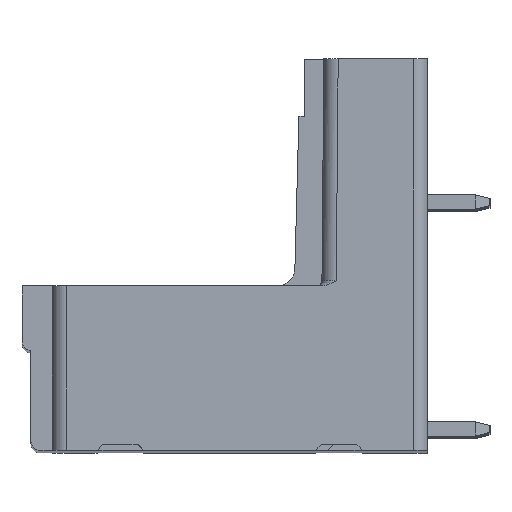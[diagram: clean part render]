
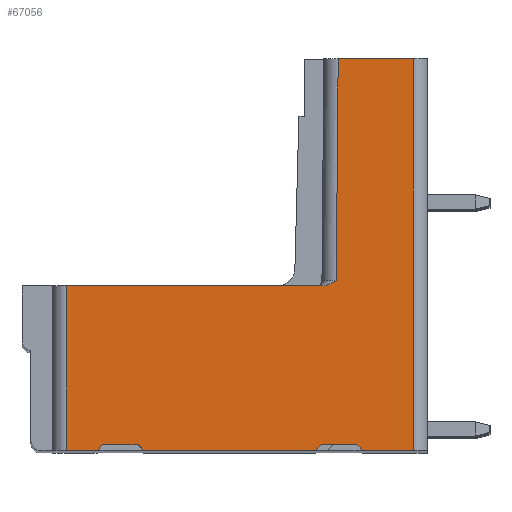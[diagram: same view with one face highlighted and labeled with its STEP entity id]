
A CAD part, top view. The second image highlights one B-rep face of the part: STEP entity #67056.
In plain terms, the highlighted planar face has unit normal (0, 0, 1).
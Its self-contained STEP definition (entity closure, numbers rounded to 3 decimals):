
#8404=DIRECTION('',(1.,0.,0.));
#8405=VECTOR('',#8404,1.7);
#8406=CARTESIAN_POINT('',(-20.194,0.,
-27.393));
#8407=LINE('',#8406,#8405);
#8428=DIRECTION('',(1.,0.,0.));
#8429=VECTOR('',#8428,9.65);
#8430=CARTESIAN_POINT('',(-15.894,0.,
-27.393));
#8431=LINE('',#8430,#8429);
#9468=DIRECTION('',(-1.,0.,0.));
#9469=VECTOR('',#9468,14.337);
#9470=CARTESIAN_POINT('',(-5.857,9.2,
-27.393));
#9471=LINE('',#9470,#9469);
#9789=CARTESIAN_POINT('',(-5.857,9.2,
-27.393));
#9790=CARTESIAN_POINT('',(-5.826,9.2,
-27.393));
#9791=CARTESIAN_POINT('',(-5.76,9.204,
-27.393));
#9792=CARTESIAN_POINT('',(-5.649,9.226,
-27.393));
#9793=CARTESIAN_POINT('',(-5.528,9.266,
-27.393));
#9794=CARTESIAN_POINT('',(-5.398,9.326,
-27.393));
#9795=CARTESIAN_POINT('',(-5.257,9.404,
-27.393));
#9796=CARTESIAN_POINT('',(-5.155,9.467,
-27.393));
#9797=CARTESIAN_POINT('',(-5.102,9.5,
-27.393));
#9799=DIRECTION('',(0.009,1.,0.));
#9800=VECTOR('',#9799,12.4);
#9801=CARTESIAN_POINT('',(-5.102,9.5,
-27.393));
#9802=LINE('',#9801,#9800);
#9803=DIRECTION('',(-1.,0.,0.));
#9804=VECTOR('',#9803,2.85);
#9805=CARTESIAN_POINT('',(-0.794,0.,
-27.393));
#9806=LINE('',#9805,#9804);
#9807=DIRECTION('',(-0.707,0.707,0.));
#9808=VECTOR('',#9807,0.424);
#9809=CARTESIAN_POINT('',(-3.644,0.,
-27.393));
#9810=LINE('',#9809,#9808);
#9811=DIRECTION('',(-1.,0.,0.));
#9812=VECTOR('',#9811,2.);
#9813=CARTESIAN_POINT('',(-3.944,0.3,
-27.393));
#9814=LINE('',#9813,#9812);
#9815=DIRECTION('',(-0.707,-0.707,0.));
#9816=VECTOR('',#9815,0.424);
#9817=CARTESIAN_POINT('',(-5.944,0.3,
-27.393));
#9818=LINE('',#9817,#9816);
#9819=DIRECTION('',(-0.707,0.707,0.));
#9820=VECTOR('',#9819,0.424);
#9821=CARTESIAN_POINT('',(-15.894,0.,
-27.393));
#9822=LINE('',#9821,#9820);
#9823=DIRECTION('',(-1.,0.,0.));
#9824=VECTOR('',#9823,2.);
#9825=CARTESIAN_POINT('',(-16.194,0.3,
-27.393));
#9826=LINE('',#9825,#9824);
#9827=DIRECTION('',(-0.707,-0.707,0.));
#9828=VECTOR('',#9827,0.424);
#9829=CARTESIAN_POINT('',(-18.194,0.3,
-27.393));
#9830=LINE('',#9829,#9828);
#9831=CARTESIAN_POINT('',(-5.857,9.2,
-27.393));
#10330=DIRECTION('',(-1.,0.,0.));
#10331=VECTOR('',#10330,4.2);
#10332=CARTESIAN_POINT('',(-0.794,21.9,-27.393));
#10333=LINE('',#10332,#10331);
#26392=DIRECTION('',(0.,1.,0.));
#26393=VECTOR('',#26392,21.9);
#26394=CARTESIAN_POINT('',(-0.794,0.,
-27.393));
#26395=LINE('',#26394,#26393);
#26417=DIRECTION('',(0.,-1.,0.));
#26418=VECTOR('',#26417,9.2);
#26419=CARTESIAN_POINT('',(-20.194,9.2,-27.393));
#26420=LINE('',#26419,#26418);
#41757=VERTEX_POINT('',#9831);
#41758=CARTESIAN_POINT('',(-20.194,9.2,-27.393));
#41759=VERTEX_POINT('',#41758);
#41810=CARTESIAN_POINT('',(-0.794,21.9,-27.393));
#41811=VERTEX_POINT('',#41810);
#41812=CARTESIAN_POINT('',(-4.994,21.9,-27.393));
#41813=VERTEX_POINT('',#41812);
#42179=CARTESIAN_POINT('',(-20.194,0.,
-27.393));
#42180=VERTEX_POINT('',#42179);
#42181=CARTESIAN_POINT('',(-18.494,0.,
-27.393));
#42182=VERTEX_POINT('',#42181);
#42195=CARTESIAN_POINT('',(-15.894,0.,
-27.393));
#42196=VERTEX_POINT('',#42195);
#42197=CARTESIAN_POINT('',(-6.244,0.,
-27.393));
#42198=VERTEX_POINT('',#42197);
#42203=CARTESIAN_POINT('',(-3.644,0.,
-27.393));
#42204=VERTEX_POINT('',#42203);
#42205=CARTESIAN_POINT('',(-0.794,0.,
-27.393));
#42206=VERTEX_POINT('',#42205);
#42299=VERTEX_POINT('',#9797);
#42300=CARTESIAN_POINT('',(-3.944,0.3,
-27.393));
#42301=VERTEX_POINT('',#42300);
#42302=CARTESIAN_POINT('',(-5.944,0.3,
-27.393));
#42303=VERTEX_POINT('',#42302);
#42304=CARTESIAN_POINT('',(-16.194,0.3,
-27.393));
#42305=VERTEX_POINT('',#42304);
#42306=CARTESIAN_POINT('',(-18.194,0.3,
-27.393));
#42307=VERTEX_POINT('',#42306);
#67026=CARTESIAN_POINT('',(-6.202,9.5,-27.393));
#67027=DIRECTION('',(0.,0.,1.));
#67028=DIRECTION('',(-1.,0.,0.));
#67029=AXIS2_PLACEMENT_3D('',#67026,#67027,#67028);
#67030=PLANE('',#67029);
#67031=ORIENTED_EDGE('',*,*,#65893,.F.);
#67033=ORIENTED_EDGE('',*,*,#67032,.T.);
#67035=ORIENTED_EDGE('',*,*,#67034,.T.);
#67037=ORIENTED_EDGE('',*,*,#67036,.F.);
#67039=ORIENTED_EDGE('',*,*,#67038,.F.);
#67040=ORIENTED_EDGE('',*,*,#64999,.T.);
#67042=ORIENTED_EDGE('',*,*,#67041,.T.);
#67044=ORIENTED_EDGE('',*,*,#67043,.T.);
#67046=ORIENTED_EDGE('',*,*,#67045,.T.);
#67047=ORIENTED_EDGE('',*,*,#64975,.F.);
#67048=ORIENTED_EDGE('',*,*,#66993,.T.);
#67049=ORIENTED_EDGE('',*,*,#67007,.T.);
#67050=ORIENTED_EDGE('',*,*,#67020,.T.);
#67051=ORIENTED_EDGE('',*,*,#64959,.F.);
#67053=ORIENTED_EDGE('',*,*,#67052,.F.);
#67054=EDGE_LOOP('',(#67031,#67033,#67035,#67037,#67039,#67040,#67042,#67044,
#67046,#67047,#67048,#67049,#67050,#67051,#67053));
#67055=FACE_OUTER_BOUND('',#67054,.F.);
#67056=ADVANCED_FACE('',(#67055),#67030,.T.);
#9798=B_SPLINE_CURVE_WITH_KNOTS('',3,(#9789,#9790,#9791,#9792,#9793,#9794,#9795,
#9796,#9797),.UNSPECIFIED.,.F.,.F.,(4,1,1,1,1,1,4),(0.,0.167,
0.333,0.5,0.667,0.833,1.),
.UNSPECIFIED.);
#64959=EDGE_CURVE('',#42180,#42182,#8407,.T.);
#64975=EDGE_CURVE('',#42196,#42198,#8431,.T.);
#64999=EDGE_CURVE('',#42206,#42204,#9806,.T.);
#65893=EDGE_CURVE('',#41757,#41759,#9471,.T.);
#66993=EDGE_CURVE('',#42196,#42305,#9822,.T.);
#67007=EDGE_CURVE('',#42305,#42307,#9826,.T.);
#67020=EDGE_CURVE('',#42307,#42182,#9830,.T.);
#67032=EDGE_CURVE('',#41757,#42299,#9798,.T.);
#67034=EDGE_CURVE('',#42299,#41813,#9802,.T.);
#67036=EDGE_CURVE('',#41811,#41813,#10333,.T.);
#67038=EDGE_CURVE('',#42206,#41811,#26395,.T.);
#67041=EDGE_CURVE('',#42204,#42301,#9810,.T.);
#67043=EDGE_CURVE('',#42301,#42303,#9814,.T.);
#67045=EDGE_CURVE('',#42303,#42198,#9818,.T.);
#67052=EDGE_CURVE('',#41759,#42180,#26420,.T.);
